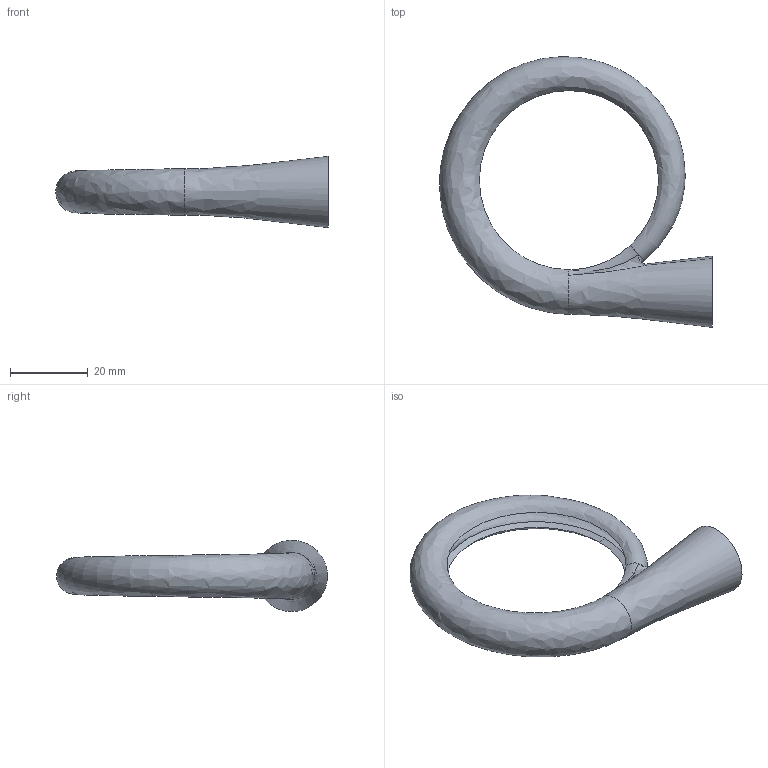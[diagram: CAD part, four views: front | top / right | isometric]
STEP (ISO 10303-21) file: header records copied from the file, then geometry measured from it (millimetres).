
FILE_DESCRIPTION(('Open CASCADE Model'),'2;1');
FILE_NAME('Open CASCADE Shape Model','2024-11-03T14:23:44',('Author'),( 'Open CASCADE'),'Open CASCADE STEP processor 7.6','Open CASCADE 7.6' ,'Unknown');
FILE_SCHEMA(('AUTOMOTIVE_DESIGN { 1 0 10303 214 1 1 1 1 }'));
Length unit declared in the file: millimetre
Products named in the file (1): [Volute_1] Material domain
Bounding box: 70.3 x 69.84 x 18.39 mm (x, y, z)
Volume: 8029.9 mm3; surface area: 10047.8 mm2
Topology: 1 solids, 1 shells, 22 faces, 60 edges, 36 vertices
Faces by surface type: bspline 18, cone 4
Entity records: 9058 total; most frequent: CARTESIAN_POINT 8623, ORIENTED_EDGE 120, EDGE_CURVE 60, DIRECTION 44, B_SPLINE_CURVE_WITH_KNOTS 38, VERTEX_POINT 36, ADVANCED_FACE 22, FACE_BOUND 22
